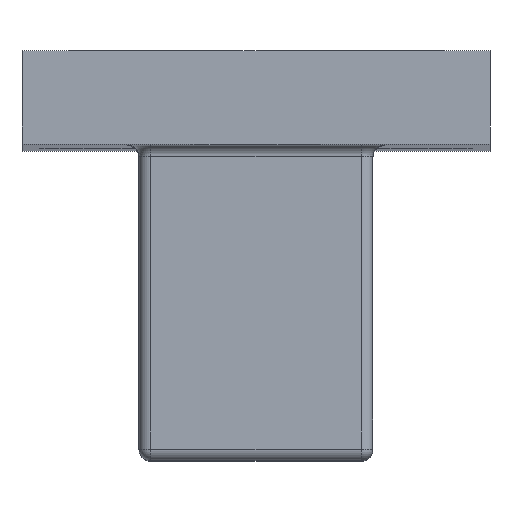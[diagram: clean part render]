
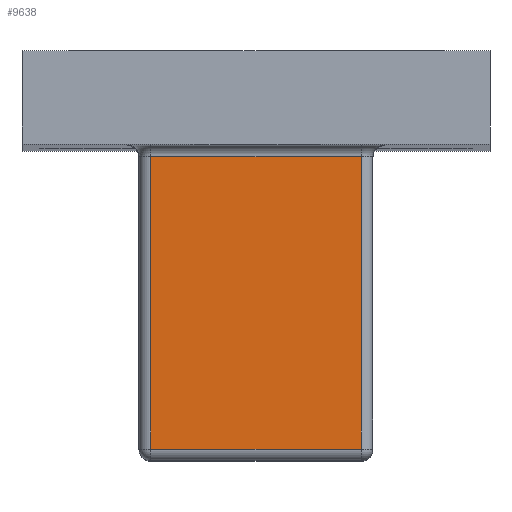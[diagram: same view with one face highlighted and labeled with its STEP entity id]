
A CAD part, top view. The second image highlights one B-rep face of the part: STEP entity #9638.
In plain terms, the highlighted planar face has unit normal (0, 0, 1).
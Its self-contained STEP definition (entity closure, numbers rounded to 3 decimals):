
#4098=DIRECTION('',(0.,1.,0.));
#4099=VECTOR('',#4098,25.);
#4100=CARTESIAN_POINT('',(-9.,-34.,295.5));
#4101=LINE('',#4100,#4099);
#4203=DIRECTION('',(1.,0.,0.));
#4204=VECTOR('',#4203,18.);
#4205=CARTESIAN_POINT('',(-9.,-9.,295.5));
#4206=LINE('',#4205,#4204);
#4409=DIRECTION('',(0.,-1.,0.));
#4410=VECTOR('',#4409,25.);
#4411=CARTESIAN_POINT('',(9.,-9.,295.5));
#4412=LINE('',#4411,#4410);
#4447=DIRECTION('',(-1.,0.,0.));
#4448=VECTOR('',#4447,18.);
#4449=CARTESIAN_POINT('',(9.,-34.,295.5));
#4450=LINE('',#4449,#4448);
#5270=CARTESIAN_POINT('',(9.,-9.,295.5));
#5271=CARTESIAN_POINT('',(9.,-34.,295.5));
#5272=VERTEX_POINT('',#5270);
#5273=VERTEX_POINT('',#5271);
#5763=CARTESIAN_POINT('',(-9.,-34.,295.5));
#5764=VERTEX_POINT('',#5763);
#5815=CARTESIAN_POINT('',(-9.,-9.,295.5));
#5816=VERTEX_POINT('',#5815);
#9627=CARTESIAN_POINT('',(-10.,-35.,295.5));
#9628=DIRECTION('',(0.,0.,-1.));
#9629=DIRECTION('',(0.,1.,0.));
#9630=AXIS2_PLACEMENT_3D('',#9627,#9628,#9629);
#9631=PLANE('',#9630);
#9632=ORIENTED_EDGE('',*,*,#9593,.T.);
#9633=ORIENTED_EDGE('',*,*,#9619,.T.);
#9634=ORIENTED_EDGE('',*,*,#9366,.T.);
#9635=ORIENTED_EDGE('',*,*,#9445,.T.);
#9636=EDGE_LOOP('',(#9632,#9633,#9634,#9635));
#9637=FACE_OUTER_BOUND('',#9636,.F.);
#9638=ADVANCED_FACE('',(#9637),#9631,.F.);
#9366=EDGE_CURVE('',#5764,#5816,#4101,.T.);
#9445=EDGE_CURVE('',#5816,#5272,#4206,.T.);
#9593=EDGE_CURVE('',#5272,#5273,#4412,.T.);
#9619=EDGE_CURVE('',#5273,#5764,#4450,.T.);
